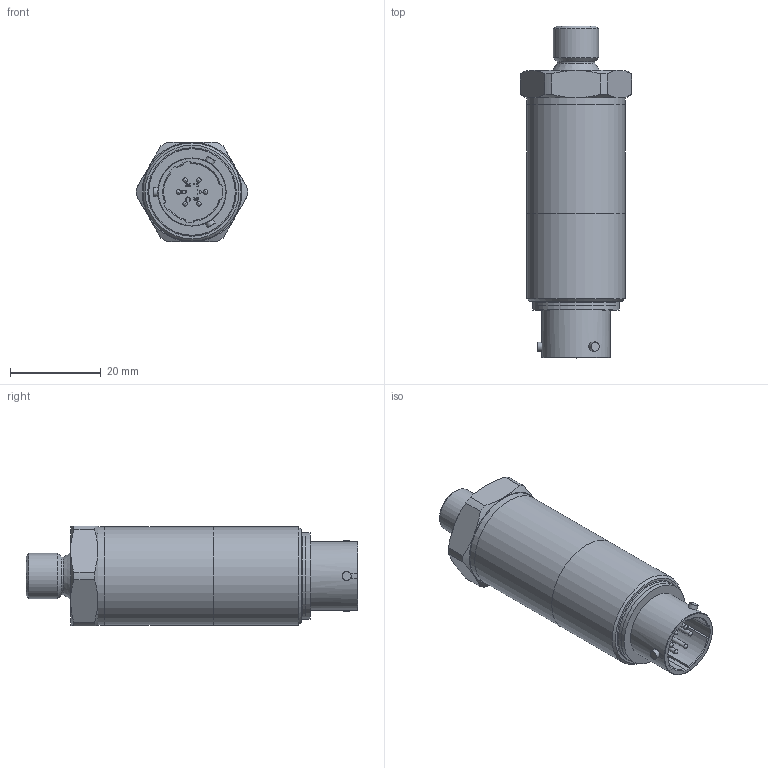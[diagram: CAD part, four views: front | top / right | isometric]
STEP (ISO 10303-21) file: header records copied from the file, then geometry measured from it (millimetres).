
FILE_DESCRIPTION (( 'STEP AP214' ), '1' );
FILE_NAME ('PDC220-19-03.STEP', '2019-09-26T09:34:29', ( '' ), ( '' ), 'SwSTEP 2.0', 'SolidWorks 2015', '' );
FILE_SCHEMA (( 'AUTOMOTIVE_DESIGN' ));
Length unit declared in the file: millimetre
Products named in the file (1): PDC220-19-03
Bounding box: 24.49 x 73.1 x 22 mm (x, y, z)
Volume: 20594.6 mm3; surface area: 5975.3 mm2
Topology: 1 solids, 1 shells, 181 faces, 472 edges, 312 vertices
Faces by surface type: plane 88, cylinder 37, bspline 25, cone 23, sphere 6, torus 2
Full cylindrical faces by diameter (mm): 1 x6, 2 x3, 4 x1, 10 x1, 15 x1, 19.05 x1, 19.1 x1, 21.6 x3
Entity records: 7886 total; most frequent: CARTESIAN_POINT 2771, ORIENTED_EDGE 832, DIRECTION 731, EDGE_CURVE 416, VERTEX_POINT 287, AXIS2_PLACEMENT_3D 249, LINE 233, VECTOR 233
